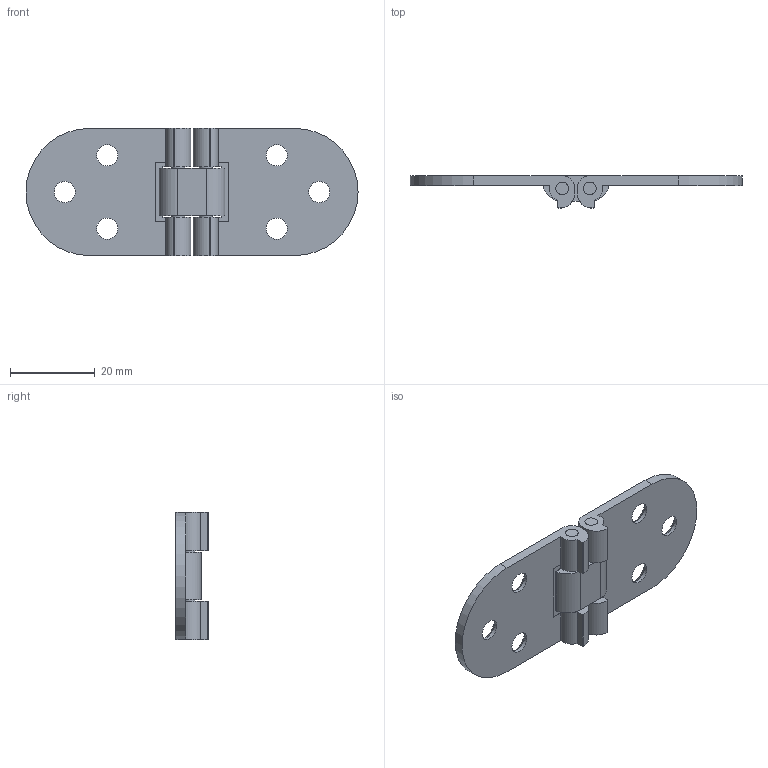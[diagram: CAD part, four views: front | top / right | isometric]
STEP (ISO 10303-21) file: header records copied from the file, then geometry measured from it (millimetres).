
FILE_DESCRIPTION(/* description */ (''),/* implementation_level */ '2;1');
FILE_NAME(/* name */ 'HC3078.stp',/* time_stamp */ '2024-02-14T17:11:56+09:00',/* author */ ('user'),/* organization */ (''),/* preprocessor_version */ 'ST-DEVELOPER v15.6',/* originating_system */ 'Autodesk Inventor 2015',/* authorisation */ '');
FILE_SCHEMA (('AUTOMOTIVE_DESIGN { 1 0 10303 214 3 1 1 }'));
Length unit declared in the file: millimetre
Products named in the file (4): 연결축; 날개; 핀; HC3078
Bounding box: 78.3 x 7.62 x 30 mm (x, y, z)
Volume: 5812.5 mm3; surface area: 6574.6 mm2
Topology: 5 solids, 5 shells, 88 faces, 224 edges, 146 vertices
Faces by surface type: plane 44, cylinder 38, cone 6
Full cylindrical faces by diameter (mm): 3 x8, 5 x6
Entity records: 1642 total; most frequent: DIRECTION 288, CARTESIAN_POINT 264, ORIENTED_EDGE 238, EDGE_CURVE 119, AXIS2_PLACEMENT_3D 109, VERTEX_POINT 85, EDGE_LOOP 76, LINE 70
